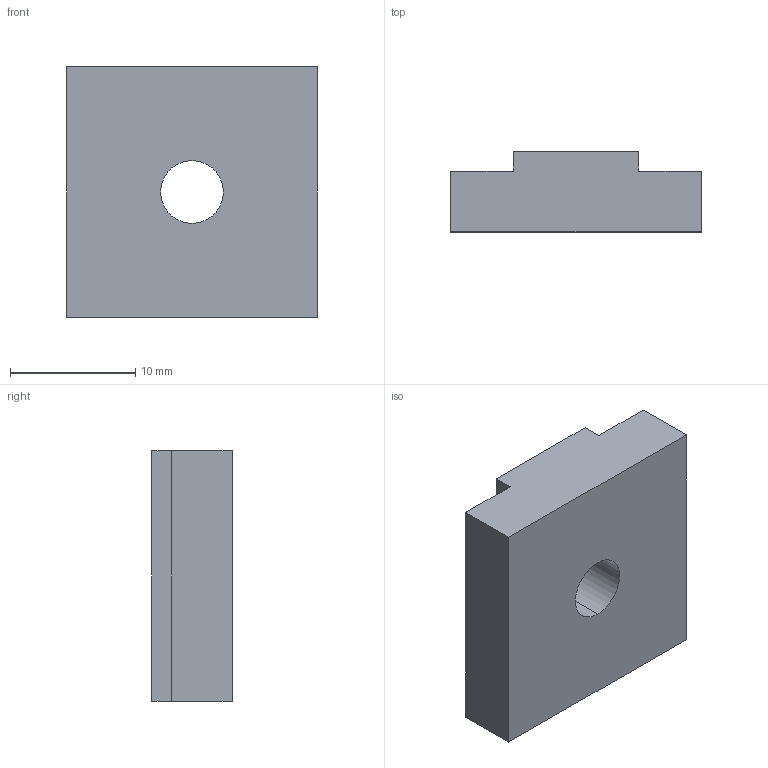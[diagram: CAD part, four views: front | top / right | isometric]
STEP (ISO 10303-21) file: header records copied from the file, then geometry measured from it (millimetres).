
FILE_DESCRIPTION (( 'STEP AP214' ), '1' );
FILE_NAME ('096930s07.STEP', '2014-08-18T11:59:28', ( '' ), ( '' ), 'SwSTEP 2.0', 'SolidWorks 2014', '' );
FILE_SCHEMA (( 'AUTOMOTIVE_DESIGN' ));
Length unit declared in the file: millimetre
Products named in the file (1): 096930s07
Bounding box: 20 x 6.4 x 20 mm (x, y, z)
Volume: 2124.3 mm3; surface area: 1342.3 mm2
Topology: 1 solids, 1 shells, 12 faces, 30 edges, 20 vertices
Faces by surface type: plane 10, cylinder 2
Entity records: 418 total; most frequent: CARTESIAN_POINT 63, ORIENTED_EDGE 60, DIRECTION 60, EDGE_CURVE 30, VECTOR 26, LINE 26, VERTEX_POINT 20, AXIS2_PLACEMENT_3D 17
